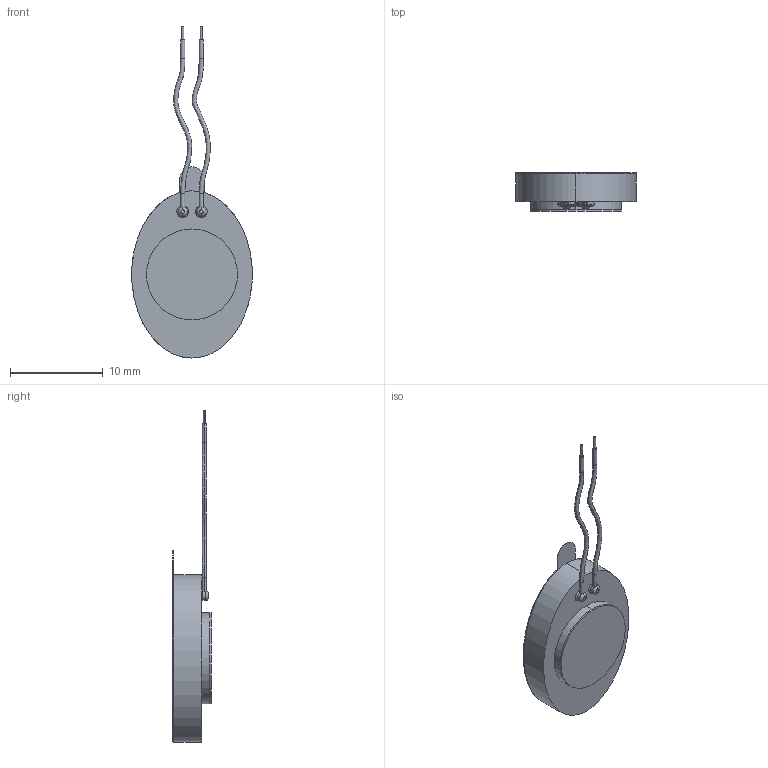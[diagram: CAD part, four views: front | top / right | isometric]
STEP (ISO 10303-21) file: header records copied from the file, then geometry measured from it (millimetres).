
FILE_DESCRIPTION (( 'STEP AP203' ), '1' );
FILE_NAME ('SP-1813-2.STEP', '2016-09-08T21:02:20', ( 'Gem' ), ( '' ), 'SwSTEP 2.0', 'SolidWorks 2013', '' );
FILE_SCHEMA (( 'CONFIG_CONTROL_DESIGN' ));
Length unit declared in the file: millimetre
Products named in the file (1): SP-1813-2
Bounding box: 12.99 x 4.15 x 35.75 mm (x, y, z)
Volume: 525.8 mm3; surface area: 1229.6 mm2
Topology: 8 solids, 8 shells, 91 faces, 170 edges, 108 vertices
Faces by surface type: cylinder 39, plane 31, bspline 13, torus 8
Entity records: 3288 total; most frequent: CARTESIAN_POINT 1395, DIRECTION 400, ORIENTED_EDGE 340, AXIS2_PLACEMENT_3D 173, EDGE_CURVE 170, VERTEX_POINT 108, EDGE_LOOP 106, CIRCLE 94
